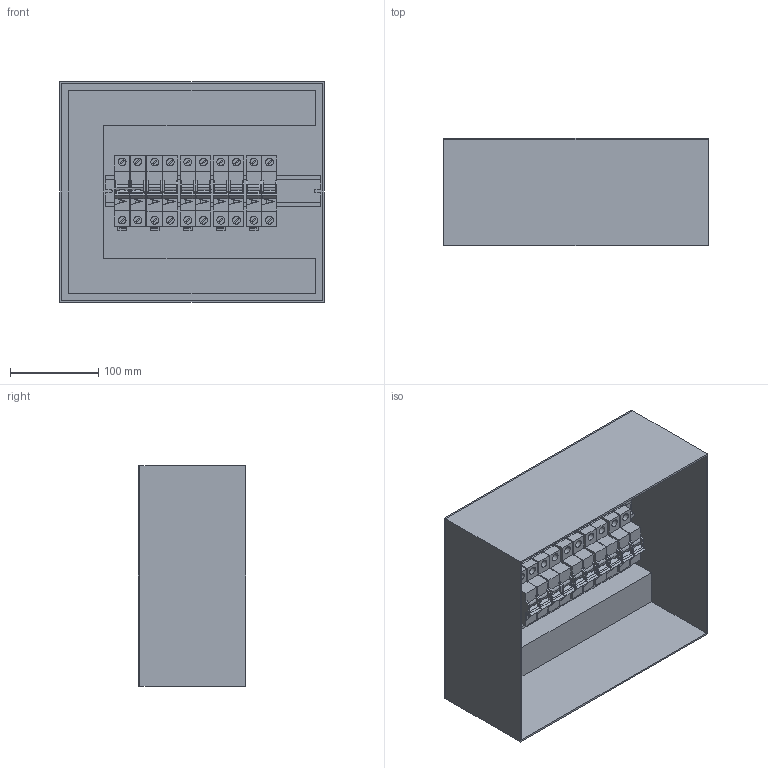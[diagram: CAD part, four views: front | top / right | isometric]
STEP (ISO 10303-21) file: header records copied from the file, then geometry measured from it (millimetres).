
FILE_DESCRIPTION(('FreeCAD Model'),'2;1');
FILE_NAME('Open CASCADE Shape Model','2025-10-29T10:33:34',(''),(''), 'Open CASCADE STEP processor 7.8','FreeCAD','Unknown');
FILE_SCHEMA(('AP242_MANAGED_MODEL_BASED_3D_ENGINEERING_MIM_LF. {1 0 10303 442 1 1 4 }'));
Length unit declared in the file: millimetre
Products named in the file (12): Unnamed; base_caja001; breaks_rail; b_dipolo1_005; b_dipolo1_003; b_dipolo1_004; b_dipolo1_002; b_dipolo1_001; rail1_001; rail1_002; canaleta; caja
Assembly tree (11 placements, depth 3):
  Unnamed
    base_caja001
    breaks_rail
      b_dipolo1_005
      b_dipolo1_003
      b_dipolo1_004
      b_dipolo1_002
      b_dipolo1_001
      rail1_001
      rail1_002
    canaleta
    caja
Bounding box: 300 x 122 x 250 mm (x, y, z)
Volume: 2330001.9 mm3; surface area: 675968.3 mm2
Topology: 10 solids, 10 shells, 1549 faces, 4197 edges, 2798 vertices
Faces by surface type: plane 1311, cylinder 238
Entity records: 48544 total; most frequent: CARTESIAN_POINT 8556, ORIENTED_EDGE 8394, DIRECTION 7815, EDGE_CURVE 4197, LINE 3701, VECTOR 3701, VERTEX_POINT 2798, AXIS2_PLACEMENT_3D 2057
